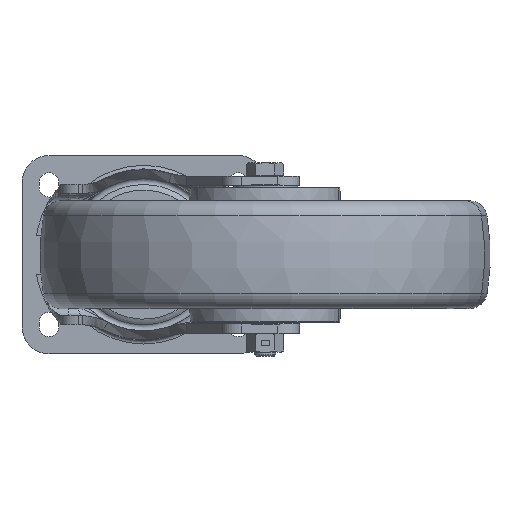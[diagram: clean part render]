
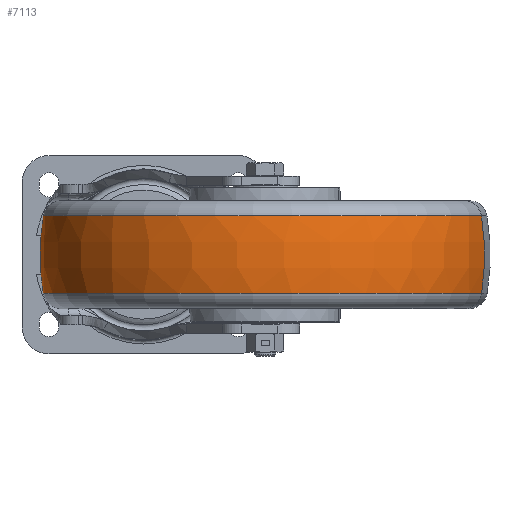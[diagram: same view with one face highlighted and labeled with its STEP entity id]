
A CAD part, front view. The second image highlights one B-rep face of the part: STEP entity #7113.
In plain terms, the highlighted toroidal (fillet/blend) face has major radius 15 mm and minor radius 140 mm.
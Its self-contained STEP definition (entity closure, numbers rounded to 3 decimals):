
#362 = CARTESIAN_POINT ( 'NONE',  ( 67.504, -171.997, -21.483 ) ) ;
#1082 = DIRECTION ( 'NONE',  ( 0.974, -0.227, 0. ) ) ;
#1241 = DIRECTION ( 'NONE',  ( 0., 0., 1. ) ) ;
#1245 = TOROIDAL_SURFACE ( 'NONE', #19078, -15., 140. ) ;
#1482 = CIRCLE ( 'NONE', #16009, 140. ) ;
#3097 = CIRCLE ( 'NONE', #9297, 123.393 ) ;
#4737 = DIRECTION ( 'NONE',  ( 0.227, 0.974, 0. ) ) ;
#5261 = CARTESIAN_POINT ( 'NONE',  ( 67.504, -171.997, -0.329 ) ) ;
#5507 = EDGE_LOOP ( 'NONE', ( #12837, #12645, #16147, #23835 ) ) ;
#6321 = DIRECTION ( 'NONE',  ( 0.974, -0.227, 0. ) ) ;
#6741 = VERTEX_POINT ( 'NONE', #11740 ) ;
#7113 = ADVANCED_FACE ( 'NONE', ( #20724 ), #1245, .T. ) ;
#7568 = CARTESIAN_POINT ( 'NONE',  ( 187.581, -199.968, 21.475 ) ) ;
#8575 = CIRCLE ( 'NONE', #16080, 123.292 ) ;
#8898 = EDGE_CURVE ( 'NONE', #6741, #18823, #1482, .T. ) ;
#9297 = AXIS2_PLACEMENT_3D ( 'NONE', #362, #24160, #6321 ) ;
#10884 = DIRECTION ( 'NONE',  ( 0.974, -0.227, 0. ) ) ;
#11427 = CARTESIAN_POINT ( 'NONE',  ( 187.679, -199.991, -21.483 ) ) ;
#11740 = CARTESIAN_POINT ( 'NONE',  ( -52.671, -144.002, -21.483 ) ) ;
#11978 = EDGE_CURVE ( 'NONE', #6741, #15208, #3097, .T. ) ;
#12645 = ORIENTED_EDGE ( 'NONE', *, *, #11978, .T. ) ;
#12837 = ORIENTED_EDGE ( 'NONE', *, *, #8898, .F. ) ;
#12875 = DIRECTION ( 'NONE',  ( 0., 0., 1. ) ) ;
#13208 = DIRECTION ( 'NONE',  ( 0.974, -0.227, 0. ) ) ;
#13685 = EDGE_CURVE ( 'NONE', #18823, #15694, #8575, .T. ) ;
#13731 = DIRECTION ( 'NONE',  ( -0.974, 0.227, 0. ) ) ;
#15208 = VERTEX_POINT ( 'NONE', #11427 ) ;
#15694 = VERTEX_POINT ( 'NONE', #7568 ) ;
#16009 = AXIS2_PLACEMENT_3D ( 'NONE', #24494, #4737, #13731 ) ;
#16080 = AXIS2_PLACEMENT_3D ( 'NONE', #18200, #12875, #10884 ) ;
#16147 = ORIENTED_EDGE ( 'NONE', *, *, #17957, .T. ) ;
#17957 = EDGE_CURVE ( 'NONE', #15208, #15694, #18758, .T. ) ;
#18200 = CARTESIAN_POINT ( 'NONE',  ( 67.504, -171.997, 21.475 ) ) ;
#18758 = CIRCLE ( 'NONE', #23365, 140. ) ;
#18823 = VERTEX_POINT ( 'NONE', #20507 ) ;
#19078 = AXIS2_PLACEMENT_3D ( 'NONE', #5261, #1241, #13208 ) ;
#20507 = CARTESIAN_POINT ( 'NONE',  ( -52.573, -144.025, 21.475 ) ) ;
#20724 = FACE_OUTER_BOUND ( 'NONE', #5507, .T. ) ;
#21346 = DIRECTION ( 'NONE',  ( -0.227, -0.974, 0. ) ) ;
#23181 = CARTESIAN_POINT ( 'NONE',  ( 52.895, -168.593, -0.329 ) ) ;
#23365 = AXIS2_PLACEMENT_3D ( 'NONE', #23181, #21346, #1082 ) ;
#23835 = ORIENTED_EDGE ( 'NONE', *, *, #13685, .F. ) ;
#24160 = DIRECTION ( 'NONE',  ( 0., 0., 1. ) ) ;
#24494 = CARTESIAN_POINT ( 'NONE',  ( 82.113, -175.4, -0.329 ) ) ;
